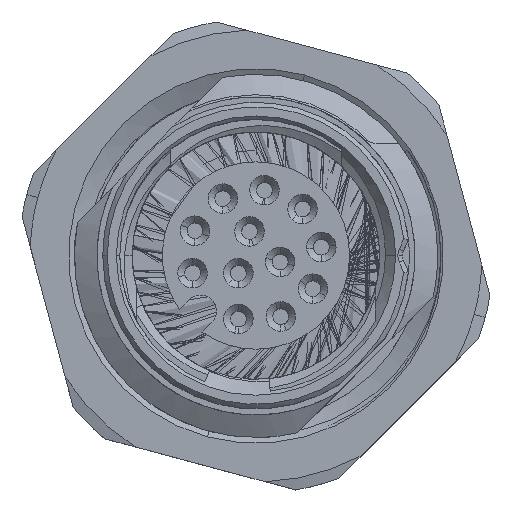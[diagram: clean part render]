
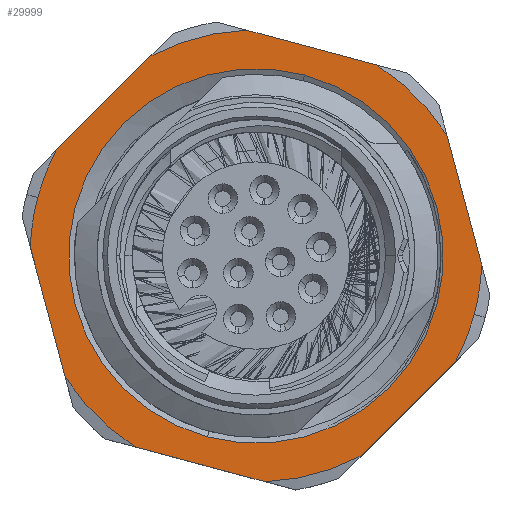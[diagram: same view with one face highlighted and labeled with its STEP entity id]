
A CAD part, top view. The second image highlights one B-rep face of the part: STEP entity #29999.
In plain terms, the highlighted planar face has unit normal (0, 0, 1).
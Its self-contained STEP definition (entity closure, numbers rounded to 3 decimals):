
#27435=CARTESIAN_POINT('',(9.706,-2.188,0.));
#27436=VERTEX_POINT('',#27435);
#27443=CARTESIAN_POINT('',(6.748,-7.312,0.));
#27444=VERTEX_POINT('',#27443);
#27445=CARTESIAN_POINT('',(6181.816,10688.219,0.));
#27446=DIRECTION('',(-0.5,-0.866,0.));
#27447=VECTOR('',#27446,24690.);
#27448=LINE('',#27445,#27447);
#27449=EDGE_CURVE('',#27436,#27444,#27448,.T.);
#28468=CARTESIAN_POINT('',(-0.,-8.25,0.));
#28469=VERTEX_POINT('',#28468);
#28476=CARTESIAN_POINT('',(0.,8.25,0.));
#28477=VERTEX_POINT('',#28476);
#28478=CARTESIAN_POINT('',(0.,0.,0.));
#28479=DIRECTION('',(0.,0.,-1.));
#28480=DIRECTION('',(0.,1.,0.));
#28481=AXIS2_PLACEMENT_3D('',#28478,#28479,#28480);
#28482=CIRCLE('',#28481,8.25);
#28483=EDGE_CURVE('',#28477,#28469,#28482,.T.);
#29865=CARTESIAN_POINT('',(0.,0.,0.));
#29866=DIRECTION('',(-0.,-0.,1.));
#29867=DIRECTION('',(0.,1.,0.));
#29868=AXIS2_PLACEMENT_3D('',#29865,#29866,#29867);
#29869=CIRCLE('',#29868,8.25);
#29870=EDGE_CURVE('',#28477,#28469,#29869,.T.);
#29877=CARTESIAN_POINT('',(0.,0.,0.));
#29878=DIRECTION('',(0.,0.,-1.));
#29879=DIRECTION('',(0.,-1.,0.));
#29880=AXIS2_PLACEMENT_3D('',#29877,#29878,#29879);
#29881=PLANE('',#29880);
#29882=CARTESIAN_POINT('',(6.748,7.312,0.));
#29883=VERTEX_POINT('',#29882);
#29884=CARTESIAN_POINT('',(9.706,2.188,0.));
#29885=VERTEX_POINT('',#29884);
#29886=CARTESIAN_POINT('',(-6165.361,10697.719,0.));
#29887=DIRECTION('',(0.5,-0.866,-0.));
#29888=VECTOR('',#29887,24690.);
#29889=LINE('',#29886,#29888);
#29890=EDGE_CURVE('',#29883,#29885,#29889,.T.);
#29891=ORIENTED_EDGE('',*,*,#29890,.F.);
#29892=CARTESIAN_POINT('',(2.958,9.5,0.));
#29893=VERTEX_POINT('',#29892);
#29894=CARTESIAN_POINT('',(0.,0.,0.));
#29895=DIRECTION('',(-0.,0.,-1.));
#29896=DIRECTION('',(1.,0.,0.));
#29897=AXIS2_PLACEMENT_3D('',#29894,#29895,#29896);
#29898=CIRCLE('',#29897,9.95);
#29899=EDGE_CURVE('',#29893,#29883,#29898,.T.);
#29900=ORIENTED_EDGE('',*,*,#29899,.F.);
#29901=CARTESIAN_POINT('',(-2.958,9.5,0.));
#29902=VERTEX_POINT('',#29901);
#29903=CARTESIAN_POINT('',(-12347.177,9.5,0.));
#29904=DIRECTION('',(1.,-0.,0.));
#29905=VECTOR('',#29904,24690.);
#29906=LINE('',#29903,#29905);
#29907=EDGE_CURVE('',#29902,#29893,#29906,.T.);
#29908=ORIENTED_EDGE('',*,*,#29907,.F.);
#29909=CARTESIAN_POINT('',(-6.748,7.312,0.));
#29910=VERTEX_POINT('',#29909);
#29911=CARTESIAN_POINT('',(0.,0.,0.));
#29912=DIRECTION('',(-0.,0.,-1.));
#29913=DIRECTION('',(1.,0.,0.));
#29914=AXIS2_PLACEMENT_3D('',#29911,#29912,#29913);
#29915=CIRCLE('',#29914,9.95);
#29916=EDGE_CURVE('',#29910,#29902,#29915,.T.);
#29917=ORIENTED_EDGE('',*,*,#29916,.F.);
#29918=CARTESIAN_POINT('',(-9.706,2.188,0.));
#29919=VERTEX_POINT('',#29918);
#29920=CARTESIAN_POINT('',(-6181.816,-10688.219,0.));
#29921=DIRECTION('',(0.5,0.866,-0.));
#29922=VECTOR('',#29921,24690.);
#29923=LINE('',#29920,#29922);
#29924=EDGE_CURVE('',#29919,#29910,#29923,.T.);
#29925=ORIENTED_EDGE('',*,*,#29924,.F.);
#29926=CARTESIAN_POINT('',(-9.95,-0.,0.));
#29927=VERTEX_POINT('',#29926);
#29928=CARTESIAN_POINT('',(0.,0.,0.));
#29929=DIRECTION('',(0.,-0.,1.));
#29930=DIRECTION('',(1.,0.,0.));
#29931=AXIS2_PLACEMENT_3D('',#29928,#29929,#29930);
#29932=CIRCLE('',#29931,9.95);
#29933=EDGE_CURVE('',#29919,#29927,#29932,.T.);
#29934=ORIENTED_EDGE('',*,*,#29933,.T.);
#29935=CARTESIAN_POINT('',(-9.706,-2.188,0.));
#29936=VERTEX_POINT('',#29935);
#29937=CARTESIAN_POINT('',(0.,0.,0.));
#29938=DIRECTION('',(0.,-0.,1.));
#29939=DIRECTION('',(1.,0.,0.));
#29940=AXIS2_PLACEMENT_3D('',#29937,#29938,#29939);
#29941=CIRCLE('',#29940,9.95);
#29942=EDGE_CURVE('',#29927,#29936,#29941,.T.);
#29943=ORIENTED_EDGE('',*,*,#29942,.T.);
#29944=CARTESIAN_POINT('',(-6.748,-7.312,0.));
#29945=VERTEX_POINT('',#29944);
#29946=CARTESIAN_POINT('',(6165.361,-10697.719,0.));
#29947=DIRECTION('',(-0.5,0.866,-0.));
#29948=VECTOR('',#29947,24690.);
#29949=LINE('',#29946,#29948);
#29950=EDGE_CURVE('',#29945,#29936,#29949,.T.);
#29951=ORIENTED_EDGE('',*,*,#29950,.F.);
#29952=CARTESIAN_POINT('',(-2.958,-9.5,0.));
#29953=VERTEX_POINT('',#29952);
#29954=CARTESIAN_POINT('',(0.,0.,0.));
#29955=DIRECTION('',(-0.,0.,-1.));
#29956=DIRECTION('',(1.,0.,0.));
#29957=AXIS2_PLACEMENT_3D('',#29954,#29955,#29956);
#29958=CIRCLE('',#29957,9.95);
#29959=EDGE_CURVE('',#29953,#29945,#29958,.T.);
#29960=ORIENTED_EDGE('',*,*,#29959,.F.);
#29961=CARTESIAN_POINT('',(2.958,-9.5,0.));
#29962=VERTEX_POINT('',#29961);
#29963=CARTESIAN_POINT('',(12347.177,-9.5,0.));
#29964=DIRECTION('',(-1.,0.,-0.));
#29965=VECTOR('',#29964,24690.);
#29966=LINE('',#29963,#29965);
#29967=EDGE_CURVE('',#29962,#29953,#29966,.T.);
#29968=ORIENTED_EDGE('',*,*,#29967,.F.);
#29969=CARTESIAN_POINT('',(0.,0.,0.));
#29970=DIRECTION('',(-0.,0.,-1.));
#29971=DIRECTION('',(1.,0.,0.));
#29972=AXIS2_PLACEMENT_3D('',#29969,#29970,#29971);
#29973=CIRCLE('',#29972,9.95);
#29974=EDGE_CURVE('',#27444,#29962,#29973,.T.);
#29975=ORIENTED_EDGE('',*,*,#29974,.F.);
#29976=ORIENTED_EDGE('',*,*,#27449,.F.);
#29977=CARTESIAN_POINT('',(9.95,0.,0.));
#29978=VERTEX_POINT('',#29977);
#29979=CARTESIAN_POINT('',(0.,0.,0.));
#29980=DIRECTION('',(0.,-0.,1.));
#29981=DIRECTION('',(1.,0.,0.));
#29982=AXIS2_PLACEMENT_3D('',#29979,#29980,#29981);
#29983=CIRCLE('',#29982,9.95);
#29984=EDGE_CURVE('',#27436,#29978,#29983,.T.);
#29985=ORIENTED_EDGE('',*,*,#29984,.T.);
#29986=CARTESIAN_POINT('',(0.,0.,0.));
#29987=DIRECTION('',(0.,-0.,1.));
#29988=DIRECTION('',(1.,0.,0.));
#29989=AXIS2_PLACEMENT_3D('',#29986,#29987,#29988);
#29990=CIRCLE('',#29989,9.95);
#29991=EDGE_CURVE('',#29978,#29885,#29990,.T.);
#29992=ORIENTED_EDGE('',*,*,#29991,.T.);
#29993=EDGE_LOOP('',(#29891,#29900,#29908,#29917,#29925,#29934,#29943,#29951,#29960,#29968,#29975,#29976,#29985,#29992));
#29994=FACE_BOUND('',#29993,.T.);
#29995=ORIENTED_EDGE('',*,*,#29870,.F.);
#29996=ORIENTED_EDGE('',*,*,#28483,.T.);
#29997=EDGE_LOOP('',(#29995,#29996));
#29998=FACE_BOUND('',#29997,.T.);
#29999=ADVANCED_FACE('',(#29994,#29998),#29881,.F.);
